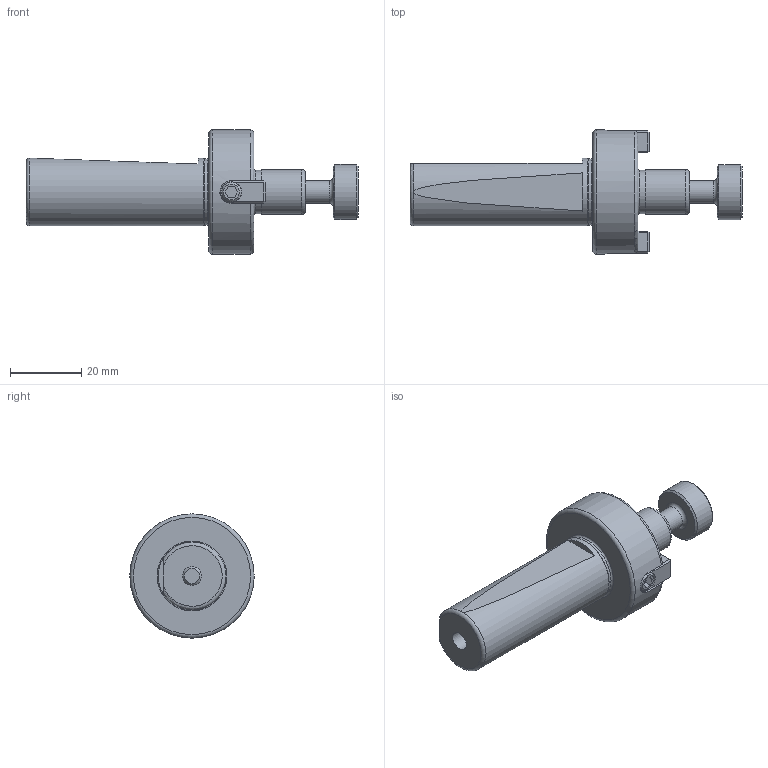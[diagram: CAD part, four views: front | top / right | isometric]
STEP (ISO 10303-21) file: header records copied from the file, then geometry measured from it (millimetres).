
FILE_DESCRIPTION(/* description */ (''),/* implementation_level */ '2;1');
FILE_NAME(/* name */ 'S075-SM050-0050.stp',/* time_stamp */ '2020-10-06T13:20:28-05:00',/* author */ ('ldfli'),/* organization */ (''),/* preprocessor_version */ 'ST-DEVELOPER v18.1',/* originating_system */ 'Autodesk Inventor LT',/* authorisation */ '');
FILE_SCHEMA (('AUTOMOTIVE_DESIGN { 1 0 10303 214 3 1 1 }'));
Length unit declared in the file: millimetre
Products named in the file (1): S075-SM050-0050
Bounding box: 93.5 x 34.98 x 34.98 mm (x, y, z)
Volume: 27768.4 mm3; surface area: 10225.4 mm2
Topology: 2 solids, 4 shells, 121 faces, 300 edges, 197 vertices
Faces by surface type: plane 82, cylinder 19, cone 8, torus 8, bspline 4
Full cylindrical faces by diameter (mm): 3.5 x2, 5.359 x1, 5.5 x2, 5.8 x2, 6.35 x1, 9 x1, 12.18 x1, 12.68 x1, 15.5 x1, 18.65 x1, 19.05 x1, 34.98 x1
Entity records: 3804 total; most frequent: CARTESIAN_POINT 829, DIRECTION 618, ORIENTED_EDGE 600, EDGE_CURVE 300, AXIS2_PLACEMENT_3D 218, VERTEX_POINT 197, LINE 182, VECTOR 182
